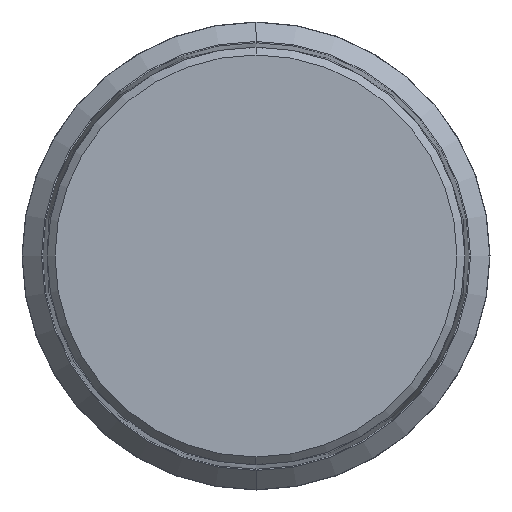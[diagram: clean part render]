
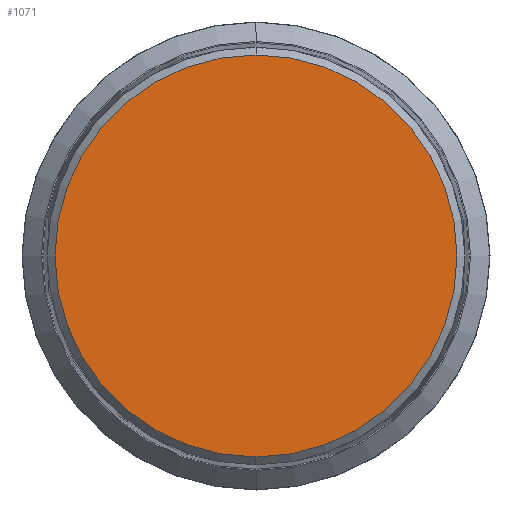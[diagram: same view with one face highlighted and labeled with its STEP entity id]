
A CAD part, front view. The second image highlights one B-rep face of the part: STEP entity #1071.
In plain terms, the highlighted planar face has unit normal (0, -1, 0).
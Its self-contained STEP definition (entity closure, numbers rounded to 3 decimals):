
#1071=ADVANCED_FACE('',(#2057),#2058,.T.);
#2057=FACE_OUTER_BOUND('',#3050,.T.);
#2058=PLANE('',#3051);
#3050=EDGE_LOOP('',(#5524,#5525));
#3051=AXIS2_PLACEMENT_3D('',#5526,#5527,#5528);
#5524=ORIENTED_EDGE('',*,*,#6436,.T.);
#5525=ORIENTED_EDGE('',*,*,#6464,.T.);
#5526=CARTESIAN_POINT('',(0.0,-10.0,3.865));
#5527=DIRECTION('',(0.0,-1.0,0.0));
#5528=DIRECTION('',(0.0,0.0,1.0));
#6436=EDGE_CURVE('',#7688,#7692,#7694,.T.);
#6464=EDGE_CURVE('',#7692,#7688,#7732,.T.);
#7688=VERTEX_POINT('',#9498);
#7692=VERTEX_POINT('',#9503);
#7694=CIRCLE('',#9506,7.731);
#7732=CIRCLE('',#9550,7.731);
#9498=CARTESIAN_POINT('',(0.0,-10.0,7.731));
#9503=CARTESIAN_POINT('',(0.,-10.0,-7.731));
#9506=AXIS2_PLACEMENT_3D('',#10750,#10751,#10752);
#9550=AXIS2_PLACEMENT_3D('',#10792,#10793,#10794);
#10750=CARTESIAN_POINT('',(0.0,-10.0,0.0));
#10751=DIRECTION('',(0.0,-1.0,0.0));
#10752=DIRECTION('',(0.0,0.0,1.0));
#10792=CARTESIAN_POINT('',(0.0,-10.0,0.0));
#10793=DIRECTION('',(0.0,-1.0,0.0));
#10794=DIRECTION('',(0.0,0.0,1.0));
